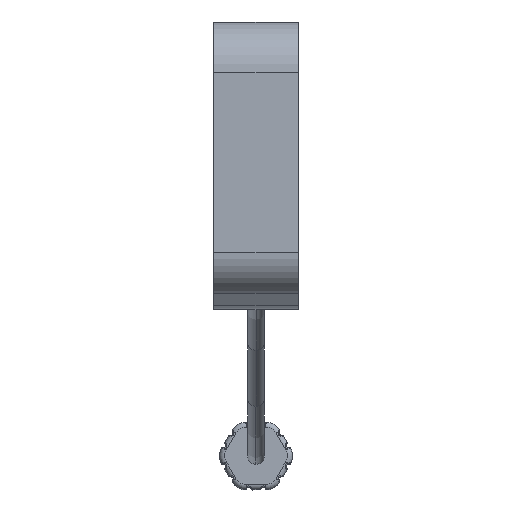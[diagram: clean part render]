
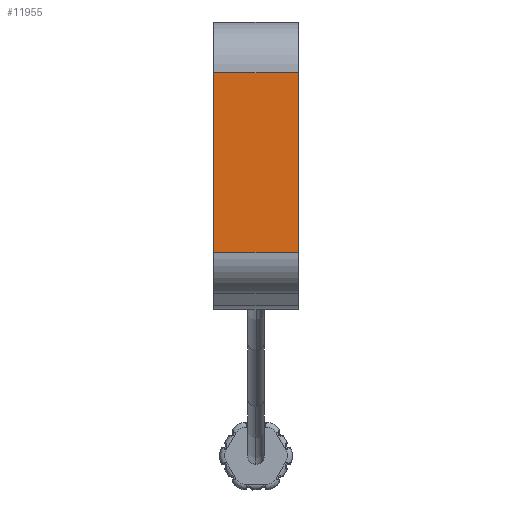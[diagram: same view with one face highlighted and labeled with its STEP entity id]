
A CAD part, top view. The second image highlights one B-rep face of the part: STEP entity #11955.
In plain terms, the highlighted planar face has unit normal (0, 0, 1).
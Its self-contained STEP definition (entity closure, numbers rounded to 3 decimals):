
#2289=DIRECTION('',(0.,1.,0.));
#2290=VECTOR('',#2289,10.641);
#2291=CARTESIAN_POINT('',(33.024,-10.914,32.728));
#2292=LINE('',#2291,#2290);
#2423=DIRECTION('',(0.,-1.,0.));
#2424=VECTOR('',#2423,10.641);
#2425=CARTESIAN_POINT('',(38.024,-0.273,
32.728));
#2426=LINE('',#2425,#2424);
#2520=DIRECTION('',(-1.,0.,0.));
#2521=VECTOR('',#2520,5.);
#2522=CARTESIAN_POINT('',(38.024,-10.914,32.728));
#2523=LINE('',#2522,#2521);
#2532=DIRECTION('',(1.,0.,0.));
#2533=VECTOR('',#2532,5.);
#2534=CARTESIAN_POINT('',(33.024,-0.273,
32.728));
#2535=LINE('',#2534,#2533);
#5341=CARTESIAN_POINT('',(38.024,-0.273,
32.728));
#5342=CARTESIAN_POINT('',(38.024,-10.914,32.728));
#5343=VERTEX_POINT('',#5341);
#5344=VERTEX_POINT('',#5342);
#5357=CARTESIAN_POINT('',(33.024,-10.914,32.728));
#5358=CARTESIAN_POINT('',(33.024,-0.273,
32.728));
#5359=VERTEX_POINT('',#5357);
#5360=VERTEX_POINT('',#5358);
#11943=CARTESIAN_POINT('',(32.866,-0.06,
32.728));
#11944=DIRECTION('',(0.,0.,1.));
#11945=DIRECTION('',(0.,-1.,0.));
#11946=AXIS2_PLACEMENT_3D('',#11943,#11944,#11945);
#11947=PLANE('',#11946);
#11948=ORIENTED_EDGE('',*,*,#11637,.T.);
#11950=ORIENTED_EDGE('',*,*,#11949,.T.);
#11951=ORIENTED_EDGE('',*,*,#11766,.T.);
#11952=ORIENTED_EDGE('',*,*,#11929,.T.);
#11953=EDGE_LOOP('',(#11948,#11950,#11951,#11952));
#11954=FACE_OUTER_BOUND('',#11953,.F.);
#11955=ADVANCED_FACE('',(#11954),#11947,.T.);
#11637=EDGE_CURVE('',#5359,#5360,#2292,.T.);
#11766=EDGE_CURVE('',#5343,#5344,#2426,.T.);
#11929=EDGE_CURVE('',#5344,#5359,#2523,.T.);
#11949=EDGE_CURVE('',#5360,#5343,#2535,.T.);
